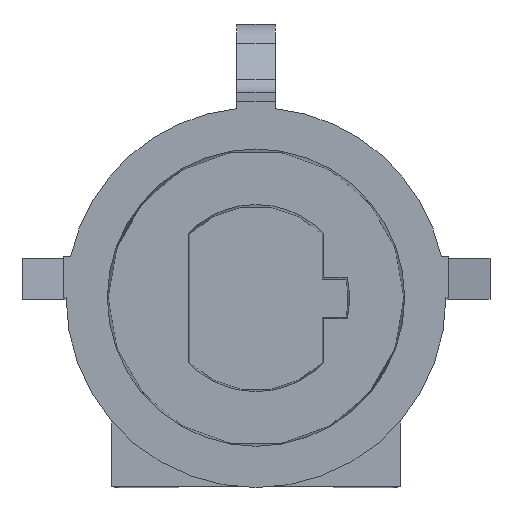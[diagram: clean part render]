
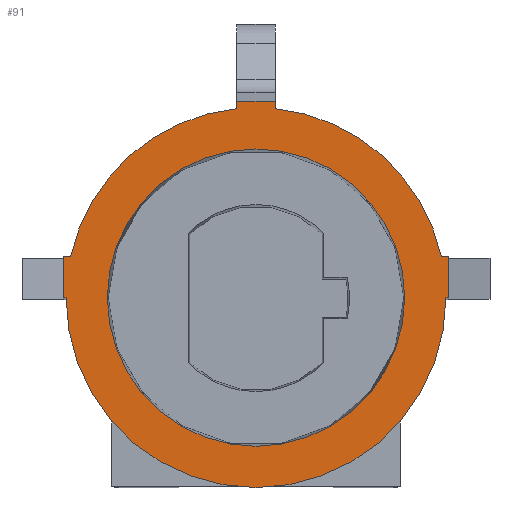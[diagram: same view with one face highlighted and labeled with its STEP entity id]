
A CAD part, top view. The second image highlights one B-rep face of the part: STEP entity #91.
In plain terms, the highlighted planar face has unit normal (0, 0, 1).
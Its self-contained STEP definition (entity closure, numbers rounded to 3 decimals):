
#38=FACE_BOUND('',#267,.T.);
#39=FACE_BOUND('',#268,.T.);
#91=ADVANCED_FACE('',(#38,#39),#153,.F.);
#153=PLANE('',#1286);
#267=EDGE_LOOP('',(#459,#460,#461,#462,#463,#464,#465,#466,#467,#468,#469,
#470));
#268=EDGE_LOOP('',(#471));
#329=CIRCLE('',#1260,6.9);
#340=CIRCLE('',#1278,6.9);
#343=CIRCLE('',#1284,6.9);
#344=CIRCLE('',#1285,5.4);
#459=ORIENTED_EDGE('',*,*,#903,.F.);
#460=ORIENTED_EDGE('',*,*,#920,.T.);
#461=ORIENTED_EDGE('',*,*,#921,.F.);
#462=ORIENTED_EDGE('',*,*,#922,.F.);
#463=ORIENTED_EDGE('',*,*,#923,.F.);
#464=ORIENTED_EDGE('',*,*,#904,.F.);
#465=ORIENTED_EDGE('',*,*,#924,.F.);
#466=ORIENTED_EDGE('',*,*,#887,.T.);
#467=ORIENTED_EDGE('',*,*,#867,.F.);
#468=ORIENTED_EDGE('',*,*,#879,.T.);
#469=ORIENTED_EDGE('',*,*,#925,.T.);
#470=ORIENTED_EDGE('',*,*,#913,.F.);
#471=ORIENTED_EDGE('',*,*,#926,.T.);
#748=VERTEX_POINT('',#1753);
#749=VERTEX_POINT('',#1755);
#758=VERTEX_POINT('',#1785);
#765=VERTEX_POINT('',#1802);
#775=VERTEX_POINT('',#1848);
#776=VERTEX_POINT('',#1856);
#777=VERTEX_POINT('',#1860);
#778=VERTEX_POINT('',#1861);
#785=VERTEX_POINT('',#1890);
#790=VERTEX_POINT('',#1912);
#791=VERTEX_POINT('',#1914);
#792=VERTEX_POINT('',#1916);
#793=VERTEX_POINT('',#1921);
#867=EDGE_CURVE('',#748,#749,#329,.T.);
#879=EDGE_CURVE('',#748,#758,#1042,.T.);
#887=EDGE_CURVE('',#765,#749,#1050,.T.);
#903=EDGE_CURVE('',#776,#775,#340,.T.);
#904=EDGE_CURVE('',#777,#778,#1056,.T.);
#913=EDGE_CURVE('',#775,#785,#1061,.T.);
#920=EDGE_CURVE('',#776,#790,#1065,.T.);
#921=EDGE_CURVE('',#791,#790,#1066,.T.);
#922=EDGE_CURVE('',#792,#791,#1067,.T.);
#923=EDGE_CURVE('',#778,#792,#343,.T.);
#924=EDGE_CURVE('',#765,#777,#1068,.T.);
#925=EDGE_CURVE('',#758,#785,#1069,.T.);
#926=EDGE_CURVE('',#793,#793,#344,.T.);
#1042=LINE('',#1786,#1159);
#1050=LINE('',#1801,#1167);
#1056=LINE('',#1859,#1173);
#1061=LINE('',#1889,#1178);
#1065=LINE('',#1911,#1182);
#1066=LINE('',#1913,#1183);
#1067=LINE('',#1915,#1184);
#1068=LINE('',#1918,#1185);
#1069=LINE('',#1919,#1186);
#1159=VECTOR('',#1423,1.);
#1167=VECTOR('',#1433,1.);
#1173=VECTOR('',#1463,1.);
#1178=VECTOR('',#1472,1.);
#1182=VECTOR('',#1480,1.);
#1183=VECTOR('',#1481,1.);
#1184=VECTOR('',#1482,1.);
#1185=VECTOR('',#1485,1.);
#1186=VECTOR('',#1486,1.);
#1260=AXIS2_PLACEMENT_3D('',#1754,#1404,#1405);
#1278=AXIS2_PLACEMENT_3D('',#1857,#1459,#1460);
#1284=AXIS2_PLACEMENT_3D('',#1917,#1483,#1484);
#1285=AXIS2_PLACEMENT_3D('',#1920,#1487,#1488);
#1286=AXIS2_PLACEMENT_3D('',#1922,#1489,#1490);
#1404=DIRECTION('',(0.,0.,-1.));
#1405=DIRECTION('',(1.,0.,0.));
#1423=DIRECTION('',(1.,0.,0.));
#1433=DIRECTION('',(1.,0.,0.));
#1459=DIRECTION('',(0.,0.,-1.));
#1460=DIRECTION('',(1.,0.,0.));
#1463=DIRECTION('',(1.,0.,0.));
#1472=DIRECTION('',(1.,0.,0.));
#1480=DIRECTION('',(0.,1.,0.));
#1481=DIRECTION('',(1.,0.,0.));
#1482=DIRECTION('',(0.,1.,0.));
#1483=DIRECTION('',(0.,0.,-1.));
#1484=DIRECTION('',(1.,0.,0.));
#1485=DIRECTION('',(0.,1.,0.));
#1486=DIRECTION('',(0.,1.,0.));
#1487=DIRECTION('',(0.,0.,-1.));
#1488=DIRECTION('',(-1.,0.,0.));
#1489=DIRECTION('',(0.,0.,-1.));
#1490=DIRECTION('',(-1.,0.,0.));
#1753=CARTESIAN_POINT('',(6.9,0.,10.7));
#1754=CARTESIAN_POINT('',(0.,0.,10.7));
#1755=CARTESIAN_POINT('',(-6.9,0.,10.7));
#1785=CARTESIAN_POINT('',(7.,0.,10.7));
#1786=CARTESIAN_POINT('',(0.,0.,10.7));
#1801=CARTESIAN_POINT('',(0.,0.,10.7));
#1802=CARTESIAN_POINT('',(-7.,0.,10.7));
#1848=CARTESIAN_POINT('',(6.735,1.5,10.7));
#1856=CARTESIAN_POINT('',(0.7,6.864,10.7));
#1857=CARTESIAN_POINT('',(0.,0.,10.7));
#1859=CARTESIAN_POINT('',(0.,1.5,10.7));
#1860=CARTESIAN_POINT('',(-7.,1.5,10.7));
#1861=CARTESIAN_POINT('',(-6.735,1.5,10.7));
#1889=CARTESIAN_POINT('',(0.,1.5,10.7));
#1890=CARTESIAN_POINT('',(7.,1.5,10.7));
#1911=CARTESIAN_POINT('',(0.7,6.9,10.7));
#1912=CARTESIAN_POINT('',(0.7,7.14,10.7));
#1913=CARTESIAN_POINT('',(-0.7,7.14,10.7));
#1914=CARTESIAN_POINT('',(-0.7,7.14,10.7));
#1915=CARTESIAN_POINT('',(-0.7,6.502,10.7));
#1916=CARTESIAN_POINT('',(-0.7,6.864,10.7));
#1917=CARTESIAN_POINT('',(0.,0.,10.7));
#1918=CARTESIAN_POINT('',(-7.,0.,10.7));
#1919=CARTESIAN_POINT('',(7.,0.,10.7));
#1920=CARTESIAN_POINT('',(0.,0.,10.7));
#1921=CARTESIAN_POINT('',(-5.4,0.,10.7));
#1922=CARTESIAN_POINT('',(0.,0.,10.7));
